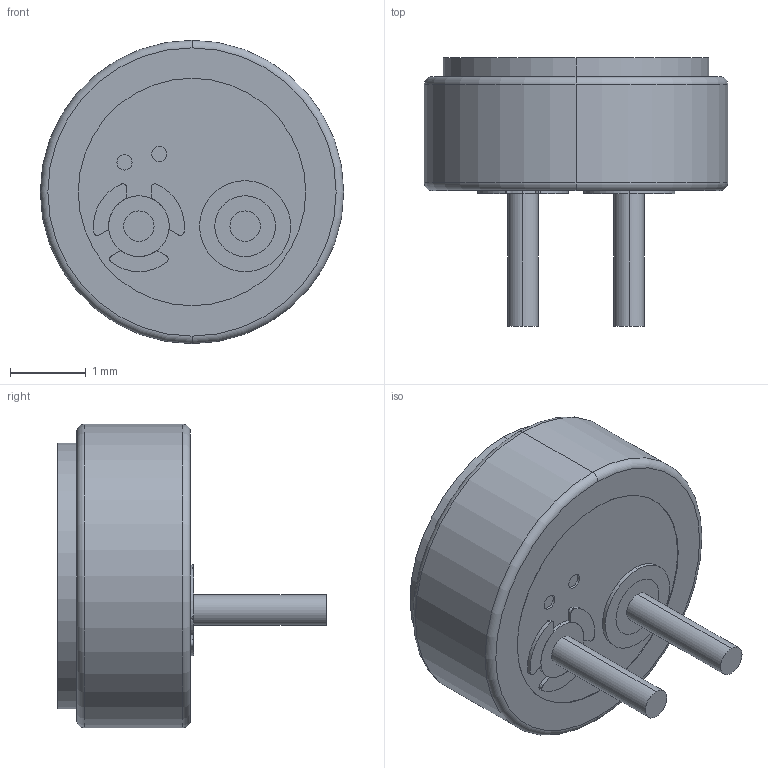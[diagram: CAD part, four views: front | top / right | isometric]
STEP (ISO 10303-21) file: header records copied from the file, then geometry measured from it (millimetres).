
FILE_DESCRIPTION (( 'STEP AP214' ), '1' );
FILE_NAME ('CUI_DEVICES_CMEJ-0415-42-P.step', '2020-02-05T17:11:05', ( '' ), ( '' ), 'SwSTEP 2.0', 'SolidWorks 2019', '' );
FILE_SCHEMA (( 'AUTOMOTIVE_DESIGN' ));
Length unit declared in the file: inch
Products named in the file (1): CUI_DEVICES_CMEJ-0415-42-P
Bounding box: 4 x 3.54 x 4 mm (x, y, z)
Volume: 21.7 mm3; surface area: 53.1 mm2
Topology: 5 solids, 5 shells, 64 faces, 134 edges, 88 vertices
Faces by surface type: cylinder 36, plane 24, torus 4
Entity records: 1964 total; most frequent: DIRECTION 344, CARTESIAN_POINT 287, ORIENTED_EDGE 268, AXIS2_PLACEMENT_3D 145, EDGE_CURVE 134, VERTEX_POINT 88, CIRCLE 80, EDGE_LOOP 74
